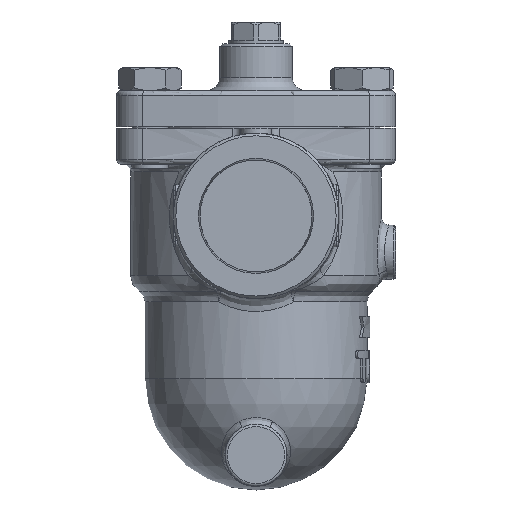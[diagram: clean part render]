
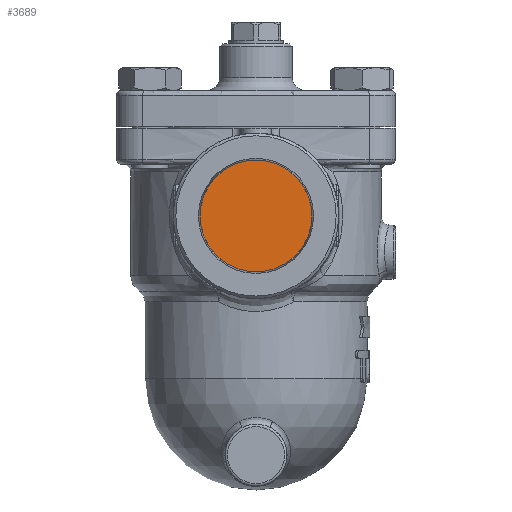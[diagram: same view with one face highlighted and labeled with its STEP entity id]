
A CAD part, left-side view. The second image highlights one B-rep face of the part: STEP entity #3689.
In plain terms, the highlighted free-form (B-spline) face has degree [1, 1] with [2, 2] control points.
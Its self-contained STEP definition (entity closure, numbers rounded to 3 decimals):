
#3658=CARTESIAN_POINT('',(-53.5,0.0,1.628));
#3659=VERTEX_POINT('',#3658);
#3660=CARTESIAN_POINT('',(-53.5,0.0,-20.0));
#3661=DIRECTION('',(-1.0,0.0,0.0));
#3662=DIRECTION('',(0.0,0.0,1.0));
#3663=AXIS2_PLACEMENT_3D('',#3660,#3661,#3662);
#3664=CIRCLE('',#3663,21.628);
#3665=EDGE_CURVE('',#3659,#3659,#3664,.T.);
#3681=CARTESIAN_POINT('',(-53.5,21.628,-41.628));
#3682=CARTESIAN_POINT('',(-53.5,21.628,1.628));
#3683=CARTESIAN_POINT('',(-53.5,-21.628,-41.628));
#3684=CARTESIAN_POINT('',(-53.5,-21.628,1.628));
#3685=B_SPLINE_SURFACE_WITH_KNOTS('',1,1,((#3681,#3683),(#3682,#3684)),.UNSPECIFIED.,.F.,.F.,.U.,(2,2),(2,2),(0.0,43.256),(0.0,43.256),.UNSPECIFIED.);
#3686=ORIENTED_EDGE('',*,*,#3665,.T.);
#3687=EDGE_LOOP('',(#3686));
#3688=FACE_OUTER_BOUND('',#3687,.T.);
#3689=ADVANCED_FACE('',(#3688),#3685,.F.);
